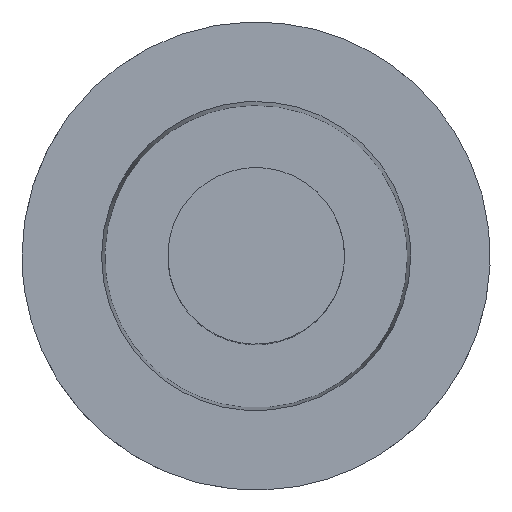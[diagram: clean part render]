
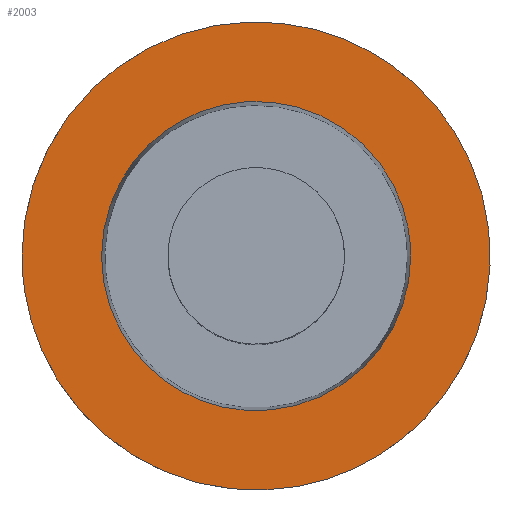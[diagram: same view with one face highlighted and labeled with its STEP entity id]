
A CAD part, top view. The second image highlights one B-rep face of the part: STEP entity #2003.
In plain terms, the highlighted free-form (B-spline) face has degree [1, 1] with [2, 2] control points.
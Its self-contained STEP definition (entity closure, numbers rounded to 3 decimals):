
#1506 = EDGE_CURVE('',#1507,#1507,#1509,.T.);
#1507 = VERTEX_POINT('',#1508);
#1508 = CARTESIAN_POINT('',(-5.811,0.,10.196));
#1509 = ( BOUNDED_CURVE() B_SPLINE_CURVE(2,(#1510,#1511,#1512,#1513,
#1514,#1515,#1516),.UNSPECIFIED.,.T.,.F.) B_SPLINE_CURVE_WITH_KNOTS((1,2
    ,2,2,2,1),(-2.094,0.,2.094,4.189,
6.283,8.378),.UNSPECIFIED.) CURVE() 
GEOMETRIC_REPRESENTATION_ITEM() RATIONAL_B_SPLINE_CURVE((1.,0.5,1.,0.5,
1.,0.5,1.)) REPRESENTATION_ITEM('') );
#1510 = CARTESIAN_POINT('',(-5.811,0.,10.196));
#1511 = CARTESIAN_POINT('',(-5.811,10.065,
    10.196));
#1512 = CARTESIAN_POINT('',(2.905,5.032,
    10.196));
#1513 = CARTESIAN_POINT('',(11.622,0.,
    10.196));
#1514 = CARTESIAN_POINT('',(2.905,-5.032,
    10.196));
#1515 = CARTESIAN_POINT('',(-5.811,-10.065,
    10.196));
#1516 = CARTESIAN_POINT('',(-5.811,0.,10.196));
#1820 = EDGE_CURVE('',#1821,#1821,#1823,.T.);
#1821 = VERTEX_POINT('',#1822);
#1822 = CARTESIAN_POINT('',(3.837,0.,
    10.196));
#1823 = ( BOUNDED_CURVE() B_SPLINE_CURVE(2,(#1824,#1825,#1826,#1827,
#1828,#1829,#1830),.UNSPECIFIED.,.T.,.F.) B_SPLINE_CURVE_WITH_KNOTS((3,2
    ,2,3),(3.142,5.236,7.33,9.425),
.PIECEWISE_BEZIER_KNOTS.) CURVE() GEOMETRIC_REPRESENTATION_ITEM() 
RATIONAL_B_SPLINE_CURVE((1.,0.5,1.,0.5,1.,0.5,1.)) REPRESENTATION_ITEM(
  '') );
#1824 = CARTESIAN_POINT('',(3.837,0.,
    10.196));
#1825 = CARTESIAN_POINT('',(3.837,-6.646,
    10.196));
#1826 = CARTESIAN_POINT('',(-1.919,-3.323,
    10.196));
#1827 = CARTESIAN_POINT('',(-7.675,0.,
    10.196));
#1828 = CARTESIAN_POINT('',(-1.919,3.323,
    10.196));
#1829 = CARTESIAN_POINT('',(3.837,6.646,
    10.196));
#1830 = CARTESIAN_POINT('',(3.837,0.,
    10.196));
#2003 = ADVANCED_FACE('',(#2004,#2007),#2010,.F.);
#2004 = FACE_BOUND('',#2005,.T.);
#2005 = EDGE_LOOP('',(#2006));
#2006 = ORIENTED_EDGE('',*,*,#1506,.F.);
#2007 = FACE_BOUND('',#2008,.T.);
#2008 = EDGE_LOOP('',(#2009));
#2009 = ORIENTED_EDGE('',*,*,#1820,.T.);
#2010 = B_SPLINE_SURFACE_WITH_KNOTS('',1,1,(
    (#2011,#2012)
    ,(#2013,#2014
    )),.UNSPECIFIED.,.F.,.F.,.F.,(2,2),(2,2),(-5.3,5.3),(-5.3,5.3),
  .PIECEWISE_BEZIER_KNOTS.);
#2011 = CARTESIAN_POINT('',(5.811,-5.811,
    10.196));
#2012 = CARTESIAN_POINT('',(5.811,5.811,
    10.196));
#2013 = CARTESIAN_POINT('',(-5.811,-5.811,
    10.196));
#2014 = CARTESIAN_POINT('',(-5.811,5.811,
    10.196));
